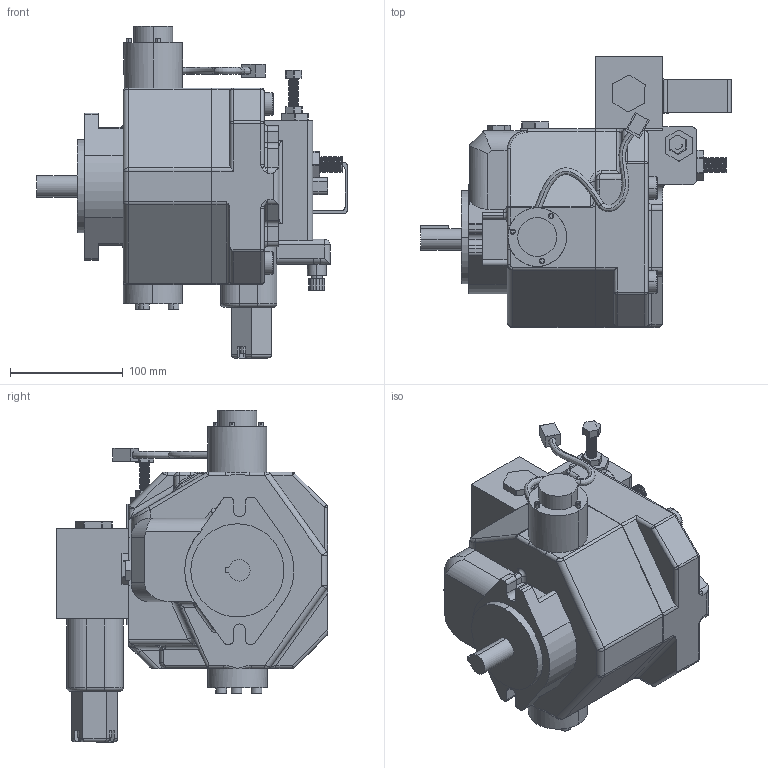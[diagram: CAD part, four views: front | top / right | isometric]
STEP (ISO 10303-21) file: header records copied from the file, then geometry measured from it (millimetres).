
FILE_DESCRIPTION (( 'STEP AP214' ), '1' );
FILE_NAME ('A16_FR04E_ASSY.STEP', '2022-02-22T07:35:34', ( '' ), ( '' ), 'SwSTEP 2.0', 'SolidWorks 2019', '' );
FILE_SCHEMA (( 'AUTOMOTIVE_DESIGN' ));
Length unit declared in the file: millimetre
Products named in the file (3): A16 -FR04E-06-42; Sensor conneecter; A16_FR04E_ASSY
Assembly tree (2 placements, depth 2):
  A16_FR04E_ASSY
    A16 -FR04E-06-42
    Sensor conneecter
Bounding box: 275 x 240 x 294 mm (x, y, z)
Volume: 4607883.1 mm3; surface area: 310064.7 mm2
Topology: 3 solids, 3 shells, 890 faces, 2278 edges, 1437 vertices
Faces by surface type: plane 404, cylinder 387, bspline 42, torus 27, cone 16, sphere 14
Entity records: 34406 total; most frequent: CARTESIAN_POINT 13108, ORIENTED_EDGE 4488, DIRECTION 4309, EDGE_CURVE 2244, AXIS2_PLACEMENT_3D 1476, VERTEX_POINT 1437, LINE 1357, VECTOR 1357
